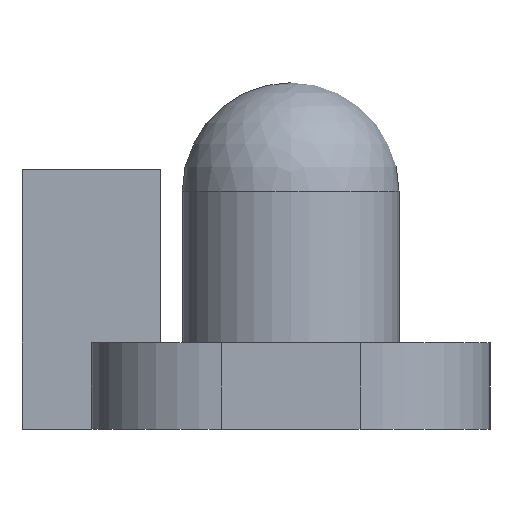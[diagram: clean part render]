
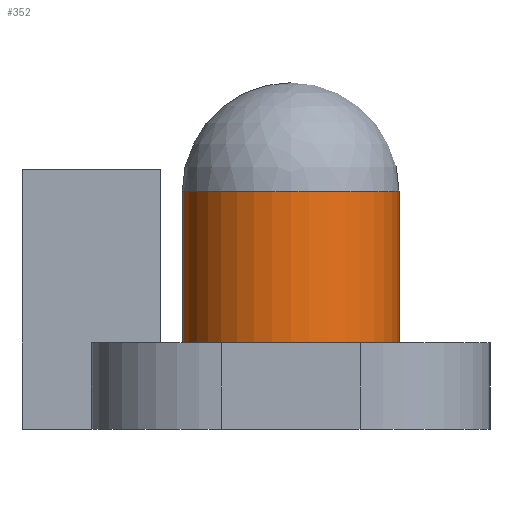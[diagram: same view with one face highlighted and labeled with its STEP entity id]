
A CAD part, left-side view. The second image highlights one B-rep face of the part: STEP entity #352.
In plain terms, the highlighted cylindrical face has radius 1.25 mm (diameter 2.5 mm), a full revolution.
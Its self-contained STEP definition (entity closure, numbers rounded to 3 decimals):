
#30=LINE('',#540,#66);
#66=VECTOR('',#438,1.25);
#102=CYLINDRICAL_SURFACE('',#391,1.25);
#110=FACE_OUTER_BOUND('',#130,.T.);
#130=EDGE_LOOP('',(#257,#258,#259,#260));
#152=CIRCLE('',#389,1.25);
#154=CIRCLE('',#392,1.25);
#166=VERTEX_POINT('',#534);
#168=VERTEX_POINT('',#539);
#201=EDGE_CURVE('',#166,#166,#152,.T.);
#203=EDGE_CURVE('',#166,#168,#30,.T.);
#204=EDGE_CURVE('',#168,#168,#154,.T.);
#257=ORIENTED_EDGE('',*,*,#201,.F.);
#258=ORIENTED_EDGE('',*,*,#203,.T.);
#259=ORIENTED_EDGE('',*,*,#204,.F.);
#260=ORIENTED_EDGE('',*,*,#203,.F.);
#352=ADVANCED_FACE('',(#110),#102,.T.);
#389=AXIS2_PLACEMENT_3D('',#535,#432,#433);
#391=AXIS2_PLACEMENT_3D('',#538,#436,#437);
#392=AXIS2_PLACEMENT_3D('',#541,#439,#440);
#432=DIRECTION('center_axis',(0.,0.,1.));
#433=DIRECTION('ref_axis',(1.,0.,0.));
#436=DIRECTION('center_axis',(0.,0.,1.));
#437=DIRECTION('ref_axis',(1.,0.,0.));
#438=DIRECTION('',(0.,0.,-1.));
#439=DIRECTION('center_axis',(0.,0.,-1.));
#440=DIRECTION('ref_axis',(1.,0.,0.));
#534=CARTESIAN_POINT('',(-18.75,0.,2.75));
#535=CARTESIAN_POINT('Origin',(-17.5,0.,2.75));
#538=CARTESIAN_POINT('Origin',(-17.5,0.,0.));
#539=CARTESIAN_POINT('',(-18.75,0.,1.));
#540=CARTESIAN_POINT('',(-18.75,0.,0.));
#541=CARTESIAN_POINT('Origin',(-17.5,0.,1.));
